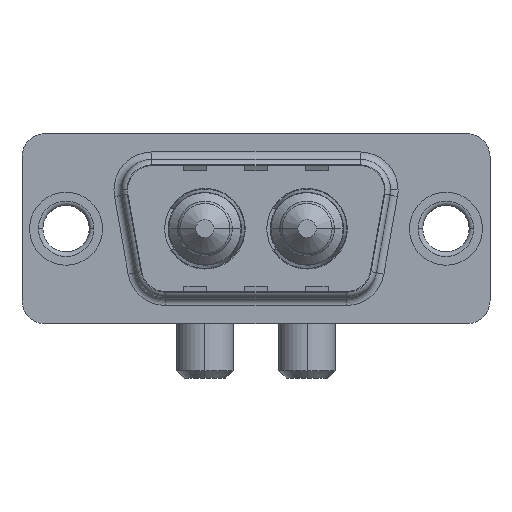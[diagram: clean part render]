
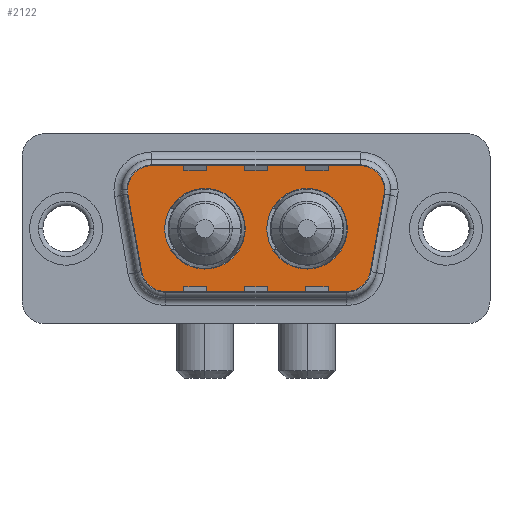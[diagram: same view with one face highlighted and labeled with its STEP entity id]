
A CAD part, top view. The second image highlights one B-rep face of the part: STEP entity #2122.
In plain terms, the highlighted planar face has unit normal (0, 0, 1).
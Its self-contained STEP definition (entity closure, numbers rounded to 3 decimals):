
#246 = CIRCLE ( 'NONE', #1354, 2.65 ) ;
#294 = DIRECTION ( 'NONE',  ( 1., 0., 0. ) ) ;
#402 = DIRECTION ( 'NONE',  ( -1., 0., 0. ) ) ;
#546 = ORIENTED_EDGE ( 'NONE', *, *, #1194, .T. ) ;
#689 = CIRCLE ( 'NONE', #6040, 2. ) ;
#932 = CARTESIAN_POINT ( 'NONE',  ( 18.541, -4.9, 0. ) ) ;
#1042 = CARTESIAN_POINT ( 'NONE',  ( 18.51, 0., 0. ) ) ;
#1055 = VERTEX_POINT ( 'NONE', #1762 ) ;
#1111 = AXIS2_PLACEMENT_3D ( 'NONE', #8731, #7934, #6337 ) ;
#1194 = EDGE_CURVE ( 'NONE', #8963, #6963, #5738, .T. ) ;
#1242 = ORIENTED_EDGE ( 'NONE', *, *, #7944, .F. ) ;
#1350 = ORIENTED_EDGE ( 'NONE', *, *, #3269, .T. ) ;
#1354 = AXIS2_PLACEMENT_3D ( 'NONE', #4373, #3431, #3580 ) ;
#1390 = DIRECTION ( 'NONE',  ( 1., 0., 0. ) ) ;
#1523 = ORIENTED_EDGE ( 'NONE', *, *, #9533, .T. ) ;
#1732 = CARTESIAN_POINT ( 'NONE',  ( 6.459, -4.9, 0. ) ) ;
#1762 = CARTESIAN_POINT ( 'NONE',  ( 21.564, 2.9, 0. ) ) ;
#1779 = CARTESIAN_POINT ( 'NONE',  ( 9.14, 0., 0. ) ) ;
#1886 = FACE_BOUND ( 'NONE', #3760, .T. ) ;
#1906 = EDGE_LOOP ( 'NONE', ( #2668, #8383, #8738, #2682, #1350, #2884, #546, #1523, #1984 ) ) ;
#1919 = EDGE_CURVE ( 'NONE', #8428, #8963, #8555, .T. ) ;
#1984 = ORIENTED_EDGE ( 'NONE', *, *, #7399, .T. ) ;
#2013 = VECTOR ( 'NONE', #2556, 1000. ) ;
#2016 = CARTESIAN_POINT ( 'NONE',  ( 3.466, 2.553, 0. ) ) ;
#2096 = AXIS2_PLACEMENT_3D ( 'NONE', #6042, #5198, #4384 ) ;
#2122 = ADVANCED_FACE ( 'NONE', ( #8652, #1886, #7436 ), #3041, .T. ) ;
#2220 = EDGE_CURVE ( 'NONE', #7456, #5106, #3754, .T. ) ;
#2452 = EDGE_CURVE ( 'NONE', #1055, #4368, #3767, .T. ) ;
#2556 = DIRECTION ( 'NONE',  ( 0.174, -0.985, 0. ) ) ;
#2596 = VERTEX_POINT ( 'NONE', #9741 ) ;
#2598 = CARTESIAN_POINT ( 'NONE',  ( 6.49, 0., 0. ) ) ;
#2621 = DIRECTION ( 'NONE',  ( 1., 0., 0. ) ) ;
#2622 = CIRCLE ( 'NONE', #3552, 2.65 ) ;
#2668 = ORIENTED_EDGE ( 'NONE', *, *, #8433, .T. ) ;
#2677 = CARTESIAN_POINT ( 'NONE',  ( 5.436, 4.9, 0. ) ) ;
#2682 = ORIENTED_EDGE ( 'NONE', *, *, #2452, .T. ) ;
#2705 = DIRECTION ( 'NONE',  ( 0., 0., 1. ) ) ;
#2884 = ORIENTED_EDGE ( 'NONE', *, *, #1919, .T. ) ;
#2969 = AXIS2_PLACEMENT_3D ( 'NONE', #4823, #8379, #3931 ) ;
#3041 = PLANE ( 'NONE',  #2096 ) ;
#3269 = EDGE_CURVE ( 'NONE', #4368, #8428, #5078, .T. ) ;
#3431 = DIRECTION ( 'NONE',  ( 0., 0., 1. ) ) ;
#3552 = AXIS2_PLACEMENT_3D ( 'NONE', #5284, #7194, #6436 ) ;
#3580 = DIRECTION ( 'NONE',  ( 1., 0., 0. ) ) ;
#3704 = AXIS2_PLACEMENT_3D ( 'NONE', #8994, #5822, #7467 ) ;
#3754 = CIRCLE ( 'NONE', #2969, 2.65 ) ;
#3760 = EDGE_LOOP ( 'NONE', ( #8671, #1242 ) ) ;
#3767 = CIRCLE ( 'NONE', #1111, 2. ) ;
#3859 = VECTOR ( 'NONE', #2621, 1000. ) ;
#3872 = ORIENTED_EDGE ( 'NONE', *, *, #2220, .F. ) ;
#3874 = AXIS2_PLACEMENT_3D ( 'NONE', #5132, #6562, #1390 ) ;
#3931 = DIRECTION ( 'NONE',  ( 1., 0., 0. ) ) ;
#4044 = DIRECTION ( 'NONE',  ( 0., 0., 1. ) ) ;
#4368 = VERTEX_POINT ( 'NONE', #5099 ) ;
#4373 = CARTESIAN_POINT ( 'NONE',  ( 9.14, 0., 0. ) ) ;
#4384 = DIRECTION ( 'NONE',  ( 1., 0., 0. ) ) ;
#4823 = CARTESIAN_POINT ( 'NONE',  ( 15.86, 0., 0. ) ) ;
#4890 = CARTESIAN_POINT ( 'NONE',  ( 13.21, 0., 0. ) ) ;
#4924 = CARTESIAN_POINT ( 'NONE',  ( 19.564, 2.9, 0. ) ) ;
#5078 = LINE ( 'NONE', #2677, #5221 ) ;
#5099 = CARTESIAN_POINT ( 'NONE',  ( 19.564, 4.9, 0. ) ) ;
#5106 = VERTEX_POINT ( 'NONE', #4890 ) ;
#5116 = CIRCLE ( 'NONE', #7483, 2.65 ) ;
#5132 = CARTESIAN_POINT ( 'NONE',  ( 18.541, -2.9, 0. ) ) ;
#5198 = DIRECTION ( 'NONE',  ( 0., 0., 1. ) ) ;
#5221 = VECTOR ( 'NONE', #402, 1000. ) ;
#5284 = CARTESIAN_POINT ( 'NONE',  ( 15.86, 0., 0. ) ) ;
#5310 = VERTEX_POINT ( 'NONE', #932 ) ;
#5415 = DIRECTION ( 'NONE',  ( 0., 0., 1. ) ) ;
#5656 = LINE ( 'NONE', #8697, #3859 ) ;
#5735 = EDGE_CURVE ( 'NONE', #2596, #9280, #6137, .T. ) ;
#5738 = LINE ( 'NONE', #2016, #2013 ) ;
#5822 = DIRECTION ( 'NONE',  ( 0., 0., 1. ) ) ;
#6040 = AXIS2_PLACEMENT_3D ( 'NONE', #4924, #2705, #6491 ) ;
#6042 = CARTESIAN_POINT ( 'NONE',  ( 18.541, -2.9, 0. ) ) ;
#6137 = LINE ( 'NONE', #8485, #7928 ) ;
#6337 = DIRECTION ( 'NONE',  ( -1., 0., 0. ) ) ;
#6394 = CIRCLE ( 'NONE', #3874, 2. ) ;
#6429 = ORIENTED_EDGE ( 'NONE', *, *, #8060, .F. ) ;
#6436 = DIRECTION ( 'NONE',  ( 1., 0., 0. ) ) ;
#6491 = DIRECTION ( 'NONE',  ( -1., 0., 0. ) ) ;
#6562 = DIRECTION ( 'NONE',  ( 0., 0., 1. ) ) ;
#6697 = CARTESIAN_POINT ( 'NONE',  ( 5.436, 4.9, 0. ) ) ;
#6739 = EDGE_CURVE ( 'NONE', #9280, #1055, #689, .T. ) ;
#6963 = VERTEX_POINT ( 'NONE', #8397 ) ;
#6970 = CARTESIAN_POINT ( 'NONE',  ( 21.534, 2.553, 0. ) ) ;
#7176 = EDGE_LOOP ( 'NONE', ( #3872, #6429 ) ) ;
#7194 = DIRECTION ( 'NONE',  ( 0., 0., 1. ) ) ;
#7333 = CARTESIAN_POINT ( 'NONE',  ( 3.466, 2.553, 0. ) ) ;
#7399 = EDGE_CURVE ( 'NONE', #7468, #5310, #5656, .T. ) ;
#7436 = FACE_OUTER_BOUND ( 'NONE', #1906, .T. ) ;
#7456 = VERTEX_POINT ( 'NONE', #1042 ) ;
#7467 = DIRECTION ( 'NONE',  ( -1., 0., 0. ) ) ;
#7468 = VERTEX_POINT ( 'NONE', #1732 ) ;
#7483 = AXIS2_PLACEMENT_3D ( 'NONE', #1779, #4044, #294 ) ;
#7493 = EDGE_CURVE ( 'NONE', #9588, #9382, #5116, .T. ) ;
#7519 = CARTESIAN_POINT ( 'NONE',  ( 11.79, 0., 0. ) ) ;
#7576 = DIRECTION ( 'NONE',  ( 0.174, 0.985, 0. ) ) ;
#7928 = VECTOR ( 'NONE', #7576, 1000. ) ;
#7934 = DIRECTION ( 'NONE',  ( 0., 0., 1. ) ) ;
#7944 = EDGE_CURVE ( 'NONE', #9382, #9588, #246, .T. ) ;
#8060 = EDGE_CURVE ( 'NONE', #5106, #7456, #2622, .T. ) ;
#8139 = CIRCLE ( 'NONE', #3704, 2. ) ;
#8229 = AXIS2_PLACEMENT_3D ( 'NONE', #9174, #5415, #8444 ) ;
#8379 = DIRECTION ( 'NONE',  ( 0., 0., 1. ) ) ;
#8383 = ORIENTED_EDGE ( 'NONE', *, *, #5735, .T. ) ;
#8397 = CARTESIAN_POINT ( 'NONE',  ( 4.489, -3.247, 0. ) ) ;
#8428 = VERTEX_POINT ( 'NONE', #6697 ) ;
#8433 = EDGE_CURVE ( 'NONE', #5310, #2596, #6394, .T. ) ;
#8444 = DIRECTION ( 'NONE',  ( 1., 0., 0. ) ) ;
#8485 = CARTESIAN_POINT ( 'NONE',  ( 21.534, 2.553, 0. ) ) ;
#8555 = CIRCLE ( 'NONE', #8229, 2. ) ;
#8652 = FACE_BOUND ( 'NONE', #7176, .T. ) ;
#8671 = ORIENTED_EDGE ( 'NONE', *, *, #7493, .F. ) ;
#8697 = CARTESIAN_POINT ( 'NONE',  ( 6.459, -4.9, 0. ) ) ;
#8731 = CARTESIAN_POINT ( 'NONE',  ( 19.564, 2.9, 0. ) ) ;
#8738 = ORIENTED_EDGE ( 'NONE', *, *, #6739, .T. ) ;
#8963 = VERTEX_POINT ( 'NONE', #7333 ) ;
#8994 = CARTESIAN_POINT ( 'NONE',  ( 6.459, -2.9, 0. ) ) ;
#9174 = CARTESIAN_POINT ( 'NONE',  ( 5.436, 2.9, 0. ) ) ;
#9280 = VERTEX_POINT ( 'NONE', #6970 ) ;
#9382 = VERTEX_POINT ( 'NONE', #2598 ) ;
#9533 = EDGE_CURVE ( 'NONE', #6963, #7468, #8139, .T. ) ;
#9588 = VERTEX_POINT ( 'NONE', #7519 ) ;
#9741 = CARTESIAN_POINT ( 'NONE',  ( 20.511, -3.247, 0. ) ) ;
